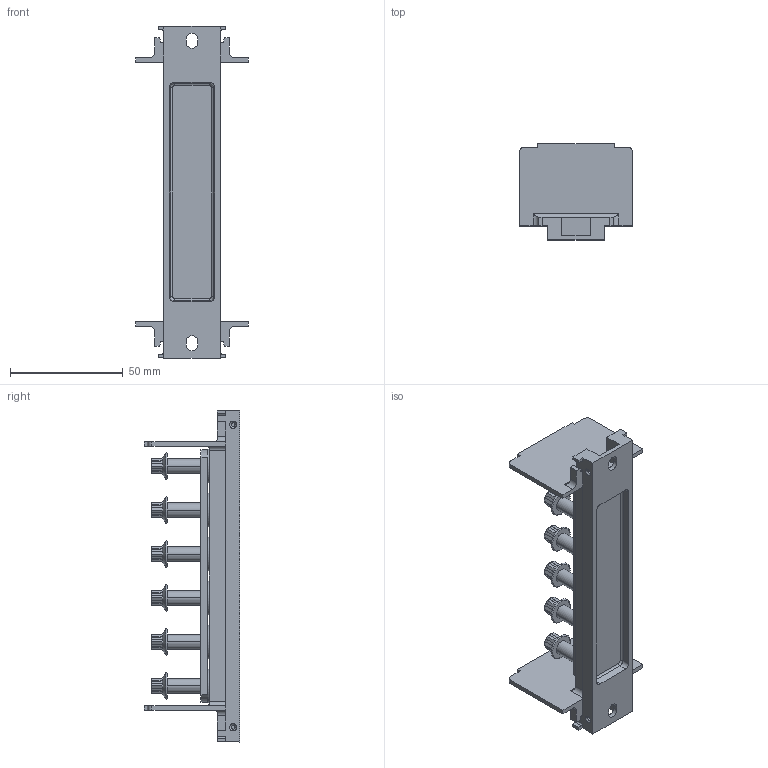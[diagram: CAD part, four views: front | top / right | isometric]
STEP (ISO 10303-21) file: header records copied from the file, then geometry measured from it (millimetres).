
FILE_DESCRIPTION((''),'2;1');
FILE_NAME('32409001002','2020-08-31T',('presta_be4'),(''),'CREO PARAMETRIC BY PTC INC, 2018360','CREO PARAMETRIC BY PTC INC, 2018360','');
FILE_SCHEMA(('CONFIG_CONTROL_DESIGN'));
Length unit declared in the file: millimetre
Products named in the file (1): 32409001002
Bounding box: 50 x 42.5 x 147.2 mm (x, y, z)
Volume: 50571.2 mm3; surface area: 28470.3 mm2
Topology: 2 solids, 2 shells, 481 faces, 1300 edges, 850 vertices
Faces by surface type: plane 259, cylinder 134, cone 72, torus 12, bspline 4
Entity records: 16594 total; most frequent: CARTESIAN_POINT 4779, ORIENTED_EDGE 2592, DIRECTION 2270, EDGE_CURVE 1296, VERTEX_POINT 850, AXIS2_PLACEMENT_3D 821, VECTOR 628, LINE 628
